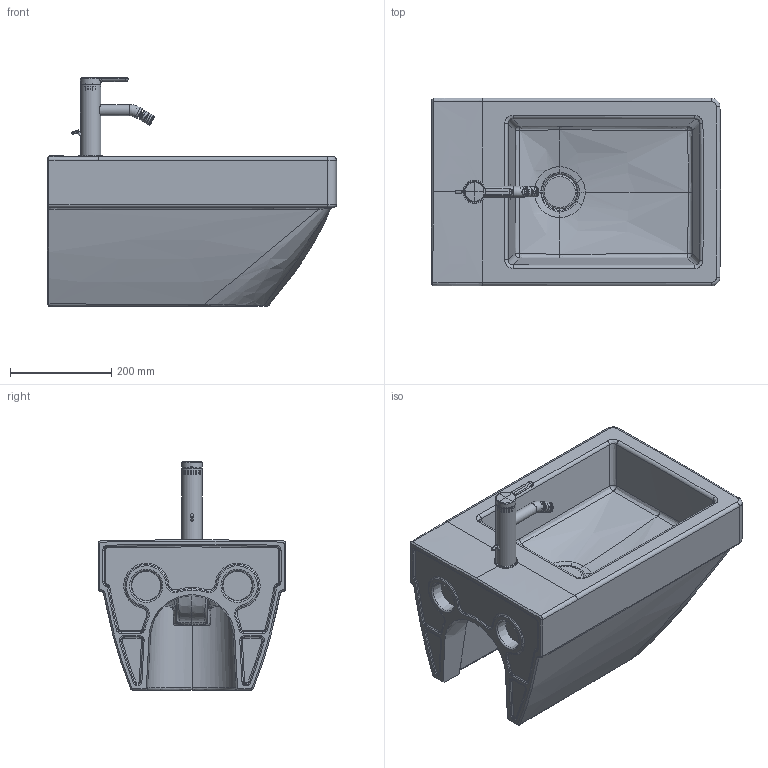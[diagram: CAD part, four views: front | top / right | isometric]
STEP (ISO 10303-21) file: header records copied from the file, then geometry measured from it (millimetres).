
FILE_DESCRIPTION((''),'2;1');
FILE_NAME('227415.stp','2017-07-03T16:45:09',('Administrator'),(''),'Autodesk Inventor 2011','Autodesk Inventor 2011','');
FILE_SCHEMA(('CONFIG_CONTROL_DESIGN'));
Length unit declared in the file: millimetre
Products named in the file (15): 227415; Kelch_Stopfen VERO AIR Bgr; Armatur C1 Bidet; 509123_ASM; 615830; 615839; 535661_ASM; 611010; 611012; 611011; 636264; 615729; 615737; 611076
Assembly tree (14 placements, depth 4):
  227415
    227415
    Kelch_Stopfen VERO AIR Bgr
    Armatur C1 Bidet
      509123_ASM
        615830
        615839
      535661_ASM
        611010
        611012
        611011
      636264
      615729
      615737
      611076
Bounding box: 569.99 x 370.32 x 450.47 mm (x, y, z)
Volume: 25624014.5 mm3; surface area: 1225441.6 mm2
Topology: 13 solids, 16 shells, 611 faces, 1390 edges, 828 vertices
Faces by surface type: bspline 214, cylinder 131, plane 119, torus 95, cone 34, sphere 18
Full cylindrical faces by diameter (mm): 3.3 x1, 4.3 x1, 5.5 x1, 6 x1, 7.5 x1, 9.005 x1, 13.6 x1, 14.6 x1, 15.4 x1, 16 x1, 16.5 x2, 17 x6, 17.3 x1, 17.5 x4, 17.55 x1, 18.5 x3, 18.7 x2, 18.75 x1, 18.8 x1, 20 x1, 22 x2, 25 x1, 27.189 x1, 30.452 x1, 34 x1, 34.5 x1, 35 x1, 35.4 x1, 35.5 x1, 36.324 x1
Entity records: 51237 total; most frequent: CARTESIAN_POINT 38573, ORIENTED_EDGE 2502, DIRECTION 2369, EDGE_CURVE 1251, AXIS2_PLACEMENT_3D 1052, VERTEX_POINT 799, EDGE_LOOP 766, FACE_OUTER_BOUND 611
